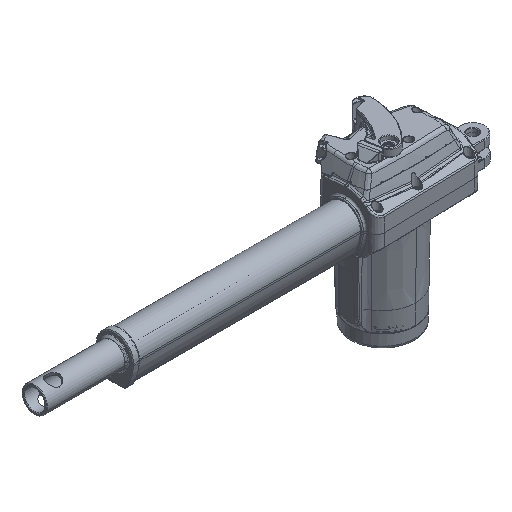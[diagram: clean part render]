
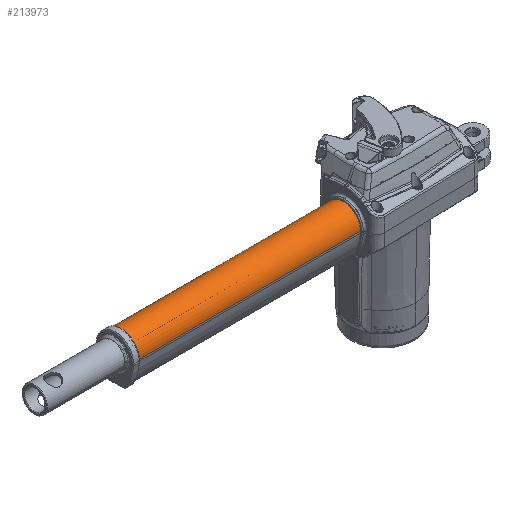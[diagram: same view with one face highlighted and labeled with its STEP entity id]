
A CAD part, isometric view. The second image highlights one B-rep face of the part: STEP entity #213973.
In plain terms, the highlighted cylindrical face has radius 17.5 mm (diameter 35 mm), a partial arc.
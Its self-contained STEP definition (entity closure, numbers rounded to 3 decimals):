
#116 = CARTESIAN_POINT ( 'NONE',  ( 0., 0., 267. ) ) ;
#156 = EDGE_CURVE ( 'NONE', #169514, #151875, #206977, .T. ) ;
#1915 = DIRECTION ( 'NONE',  ( 0., 0., -1. ) ) ;
#3575 = EDGE_CURVE ( 'NONE', #198426, #169514, #79738, .T. ) ;
#4649 = DIRECTION ( 'NONE',  ( 0., 0., 1. ) ) ;
#4982 = CIRCLE ( 'NONE', #178256, 17.5 ) ;
#5645 = ORIENTED_EDGE ( 'NONE', *, *, #182379, .T. ) ;
#12616 = CIRCLE ( 'NONE', #87064, 17.5 ) ;
#13354 = VERTEX_POINT ( 'NONE', #180333 ) ;
#14662 = CARTESIAN_POINT ( 'NONE',  ( 17.5, 0., 275. ) ) ;
#17112 = DIRECTION ( 'NONE',  ( -1., 0., 0. ) ) ;
#17360 = CARTESIAN_POINT ( 'NONE',  ( 0., 0., 0. ) ) ;
#18009 = EDGE_CURVE ( 'NONE', #102797, #59122, #4982, .T. ) ;
#18477 = ORIENTED_EDGE ( 'NONE', *, *, #153131, .T. ) ;
#19694 = CIRCLE ( 'NONE', #48713, 17.5 ) ;
#21117 = VECTOR ( 'NONE', #4649, 1000. ) ;
#21786 = ORIENTED_EDGE ( 'NONE', *, *, #136506, .T. ) ;
#22883 = EDGE_CURVE ( 'NONE', #55935, #101398, #98917, .T. ) ;
#26144 = CARTESIAN_POINT ( 'NONE',  ( 0., 0., 243.4 ) ) ;
#26193 = AXIS2_PLACEMENT_3D ( 'NONE', #93288, #211255, #110275 ) ;
#27579 = VECTOR ( 'NONE', #54548, 1000. ) ;
#28953 = DIRECTION ( 'NONE',  ( 0., 0., -1. ) ) ;
#34313 = DIRECTION ( 'NONE',  ( -1., 0., 0. ) ) ;
#37773 = EDGE_CURVE ( 'NONE', #59122, #55935, #150487, .T. ) ;
#38242 = LINE ( 'NONE', #78906, #117322 ) ;
#43114 = DIRECTION ( 'NONE',  ( -1., 0., 0. ) ) ;
#48713 = AXIS2_PLACEMENT_3D ( 'NONE', #17360, #135352, #34313 ) ;
#50394 = CARTESIAN_POINT ( 'NONE',  ( -17.5, 0., 275. ) ) ;
#53798 = ORIENTED_EDGE ( 'NONE', *, *, #18009, .T. ) ;
#54042 = LINE ( 'NONE', #150950, #143743 ) ;
#54548 = DIRECTION ( 'NONE',  ( 0., 0., -1. ) ) ;
#55935 = VERTEX_POINT ( 'NONE', #148445 ) ;
#58279 = CARTESIAN_POINT ( 'NONE',  ( 17.5, 0., 243.4 ) ) ;
#59122 = VERTEX_POINT ( 'NONE', #188833 ) ;
#62712 = CIRCLE ( 'NONE', #124074, 17.5 ) ;
#64153 = DIRECTION ( 'NONE',  ( 0., 0., -1. ) ) ;
#65053 = CARTESIAN_POINT ( 'NONE',  ( 17.5, 0., 0. ) ) ;
#65538 = CARTESIAN_POINT ( 'NONE',  ( -17.5, 0., 275. ) ) ;
#72156 = ORIENTED_EDGE ( 'NONE', *, *, #156, .T. ) ;
#73754 = VERTEX_POINT ( 'NONE', #50394 ) ;
#74296 = DIRECTION ( 'NONE',  ( -1., 0., 0. ) ) ;
#76107 = CARTESIAN_POINT ( 'NONE',  ( -17.5, 0., 243.4 ) ) ;
#77535 = CARTESIAN_POINT ( 'NONE',  ( 0., 0., 235.4 ) ) ;
#78906 = CARTESIAN_POINT ( 'NONE',  ( 17.5, 0., 275. ) ) ;
#79738 = LINE ( 'NONE', #202843, #174666 ) ;
#82361 = VERTEX_POINT ( 'NONE', #201481 ) ;
#84736 = CARTESIAN_POINT ( 'NONE',  ( 17.5, 0., 267. ) ) ;
#86398 = VERTEX_POINT ( 'NONE', #58279 ) ;
#87064 = AXIS2_PLACEMENT_3D ( 'NONE', #77535, #195404, #94417 ) ;
#89200 = LINE ( 'NONE', #146933, #128802 ) ;
#92557 = ORIENTED_EDGE ( 'NONE', *, *, #22883, .T. ) ;
#93288 = CARTESIAN_POINT ( 'NONE',  ( 0., 0., 243.4 ) ) ;
#94417 = DIRECTION ( 'NONE',  ( -1., 0., 0. ) ) ;
#95182 = DIRECTION ( 'NONE',  ( 0., 0., -1. ) ) ;
#96667 = EDGE_CURVE ( 'NONE', #151875, #86398, #38242, .T. ) ;
#98917 = CIRCLE ( 'NONE', #26193, 17.5 ) ;
#99017 = LINE ( 'NONE', #14662, #188679 ) ;
#101398 = VERTEX_POINT ( 'NONE', #76107 ) ;
#102797 = VERTEX_POINT ( 'NONE', #175820 ) ;
#102949 = CARTESIAN_POINT ( 'NONE',  ( 0., 0., 235.4 ) ) ;
#105639 = CARTESIAN_POINT ( 'NONE',  ( -15., 9.014, 275. ) ) ;
#107235 = CIRCLE ( 'NONE', #126887, 17.5 ) ;
#109569 = EDGE_CURVE ( 'NONE', #122443, #170916, #99017, .T. ) ;
#109675 = AXIS2_PLACEMENT_3D ( 'NONE', #158371, #175253, #74296 ) ;
#110275 = DIRECTION ( 'NONE',  ( -1., 0., 0. ) ) ;
#110949 = EDGE_CURVE ( 'NONE', #102797, #13354, #196303, .T. ) ;
#111669 = EDGE_CURVE ( 'NONE', #164966, #82361, #89200, .T. ) ;
#115659 = EDGE_CURVE ( 'NONE', #73754, #198426, #107235, .T. ) ;
#117322 = VECTOR ( 'NONE', #64153, 1000. ) ;
#117655 = DIRECTION ( 'NONE',  ( 0., 0., -1. ) ) ;
#118109 = DIRECTION ( 'NONE',  ( 0., 0., -1. ) ) ;
#118242 = ORIENTED_EDGE ( 'NONE', *, *, #111669, .T. ) ;
#118507 = EDGE_CURVE ( 'NONE', #73754, #101398, #54042, .T. ) ;
#118863 = DIRECTION ( 'NONE',  ( 0., 0., -1. ) ) ;
#119900 = DIRECTION ( 'NONE',  ( -1., 0., 0. ) ) ;
#122443 = VERTEX_POINT ( 'NONE', #199254 ) ;
#124074 = AXIS2_PLACEMENT_3D ( 'NONE', #26144, #144125, #43114 ) ;
#125694 = EDGE_LOOP ( 'NONE', ( #72156, #129973, #5645, #118242, #18477, #213729, #21786, #136780, #53798, #140258, #92557, #194218, #185702, #206229 ) ) ;
#126887 = AXIS2_PLACEMENT_3D ( 'NONE', #196150, #95182, #213125 ) ;
#128802 = VECTOR ( 'NONE', #28953, 1000. ) ;
#129973 = ORIENTED_EDGE ( 'NONE', *, *, #96667, .T. ) ;
#132632 = DIRECTION ( 'NONE',  ( 0., 0., -1. ) ) ;
#135352 = DIRECTION ( 'NONE',  ( 0., 0., 1. ) ) ;
#136506 = EDGE_CURVE ( 'NONE', #170916, #13354, #19694, .T. ) ;
#136780 = ORIENTED_EDGE ( 'NONE', *, *, #110949, .F. ) ;
#140258 = ORIENTED_EDGE ( 'NONE', *, *, #37773, .T. ) ;
#140534 = CYLINDRICAL_SURFACE ( 'NONE', #109675, 17.5 ) ;
#143743 = VECTOR ( 'NONE', #117655, 1000. ) ;
#144125 = DIRECTION ( 'NONE',  ( 0., 0., 1. ) ) ;
#145812 = FACE_OUTER_BOUND ( 'NONE', #125694, .T. ) ;
#146513 = CARTESIAN_POINT ( 'NONE',  ( 14.361, 10., 275. ) ) ;
#146933 = CARTESIAN_POINT ( 'NONE',  ( 15., 9.014, 275. ) ) ;
#148445 = CARTESIAN_POINT ( 'NONE',  ( -15., 9.014, 243.4 ) ) ;
#150487 = LINE ( 'NONE', #105639, #21117 ) ;
#150950 = CARTESIAN_POINT ( 'NONE',  ( -17.5, 0., 275. ) ) ;
#151875 = VERTEX_POINT ( 'NONE', #84736 ) ;
#153131 = EDGE_CURVE ( 'NONE', #82361, #122443, #12616, .T. ) ;
#158371 = CARTESIAN_POINT ( 'NONE',  ( 0., 0., 275. ) ) ;
#164966 = VERTEX_POINT ( 'NONE', #215218 ) ;
#169514 = VERTEX_POINT ( 'NONE', #183338 ) ;
#170916 = VERTEX_POINT ( 'NONE', #65053 ) ;
#174666 = VECTOR ( 'NONE', #118863, 1000. ) ;
#175253 = DIRECTION ( 'NONE',  ( 0., 0., -1. ) ) ;
#175820 = CARTESIAN_POINT ( 'NONE',  ( -17.5, 0., 235.4 ) ) ;
#177901 = AXIS2_PLACEMENT_3D ( 'NONE', #116, #118109, #17112 ) ;
#178256 = AXIS2_PLACEMENT_3D ( 'NONE', #102949, #1915, #119900 ) ;
#180333 = CARTESIAN_POINT ( 'NONE',  ( -17.5, 0., 0. ) ) ;
#182379 = EDGE_CURVE ( 'NONE', #86398, #164966, #62712, .T. ) ;
#183338 = CARTESIAN_POINT ( 'NONE',  ( 14.361, 10., 267. ) ) ;
#185702 = ORIENTED_EDGE ( 'NONE', *, *, #115659, .T. ) ;
#188679 = VECTOR ( 'NONE', #132632, 1000. ) ;
#188833 = CARTESIAN_POINT ( 'NONE',  ( -15., 9.014, 235.4 ) ) ;
#194218 = ORIENTED_EDGE ( 'NONE', *, *, #118507, .F. ) ;
#195404 = DIRECTION ( 'NONE',  ( 0., 0., -1. ) ) ;
#196150 = CARTESIAN_POINT ( 'NONE',  ( 0., 0., 275. ) ) ;
#196303 = LINE ( 'NONE', #65538, #27579 ) ;
#198426 = VERTEX_POINT ( 'NONE', #146513 ) ;
#199254 = CARTESIAN_POINT ( 'NONE',  ( 17.5, 0., 235.4 ) ) ;
#201481 = CARTESIAN_POINT ( 'NONE',  ( 15., 9.014, 235.4 ) ) ;
#202843 = CARTESIAN_POINT ( 'NONE',  ( 14.361, 10., 275. ) ) ;
#206229 = ORIENTED_EDGE ( 'NONE', *, *, #3575, .T. ) ;
#206977 = CIRCLE ( 'NONE', #177901, 17.5 ) ;
#211255 = DIRECTION ( 'NONE',  ( 0., 0., 1. ) ) ;
#213125 = DIRECTION ( 'NONE',  ( -1., 0., 0. ) ) ;
#213729 = ORIENTED_EDGE ( 'NONE', *, *, #109569, .T. ) ;
#213973 = ADVANCED_FACE ( 'NONE', ( #145812 ), #140534, .T. ) ;
#215218 = CARTESIAN_POINT ( 'NONE',  ( 15., 9.014, 243.4 ) ) ;
